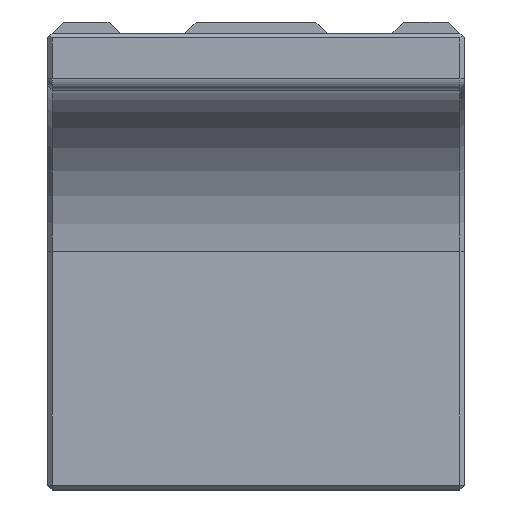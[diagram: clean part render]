
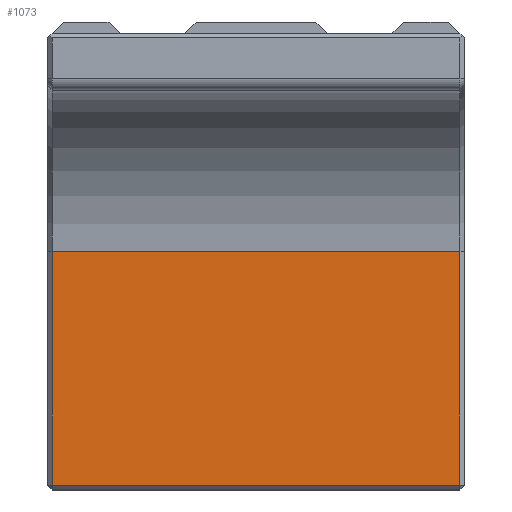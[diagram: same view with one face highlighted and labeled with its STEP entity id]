
A CAD part, top view. The second image highlights one B-rep face of the part: STEP entity #1073.
In plain terms, the highlighted planar face has unit normal (0, 0, 1).
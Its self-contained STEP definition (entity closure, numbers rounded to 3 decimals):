
#124=FACE_OUTER_BOUND('',#194,.T.);
#194=EDGE_LOOP('',(#961,#962,#963,#964));
#230=LINE('',#1536,#352);
#233=LINE('',#1540,#355);
#245=LINE('',#1572,#367);
#317=LINE('',#1865,#439);
#352=VECTOR('',#1242,10.);
#355=VECTOR('',#1247,10.);
#367=VECTOR('',#1277,10.);
#439=VECTOR('',#1451,10.);
#442=VERTEX_POINT('',#1461);
#444=VERTEX_POINT('',#1466);
#465=VERTEX_POINT('',#1530);
#477=VERTEX_POINT('',#1566);
#566=EDGE_CURVE('',#465,#444,#230,.T.);
#569=EDGE_CURVE('',#444,#442,#233,.T.);
#585=EDGE_CURVE('',#442,#477,#245,.T.);
#673=EDGE_CURVE('',#465,#477,#317,.T.);
#961=ORIENTED_EDGE('',*,*,#566,.F.);
#962=ORIENTED_EDGE('',*,*,#673,.T.);
#963=ORIENTED_EDGE('',*,*,#585,.F.);
#964=ORIENTED_EDGE('',*,*,#569,.F.);
#1010=PLANE('',#1168);
#1073=ADVANCED_FACE('',(#124),#1010,.T.);
#1168=AXIS2_PLACEMENT_3D('',#1866,#1452,#1453);
#1242=DIRECTION('',(0.,-1.,0.));
#1247=DIRECTION('',(-1.,0.,0.));
#1277=DIRECTION('',(0.,1.,0.));
#1451=DIRECTION('',(-1.,0.,0.));
#1452=DIRECTION('center_axis',(0.,0.,
1.));
#1453=DIRECTION('ref_axis',(0.,1.,0.));
#1461=CARTESIAN_POINT('',(109.9,308.691,35.603));
#1466=CARTESIAN_POINT('',(145.355,308.691,35.603));
#1530=CARTESIAN_POINT('',(145.355,329.006,35.603));
#1536=CARTESIAN_POINT('',(145.355,309.471,35.603));
#1540=CARTESIAN_POINT('',(144.255,308.691,35.603));
#1566=CARTESIAN_POINT('',(109.9,329.006,35.603));
#1572=CARTESIAN_POINT('',(109.9,309.471,35.603));
#1865=CARTESIAN_POINT('',(156.116,329.006,35.603));
#1866=CARTESIAN_POINT('Origin',(144.255,296.285,35.603));
